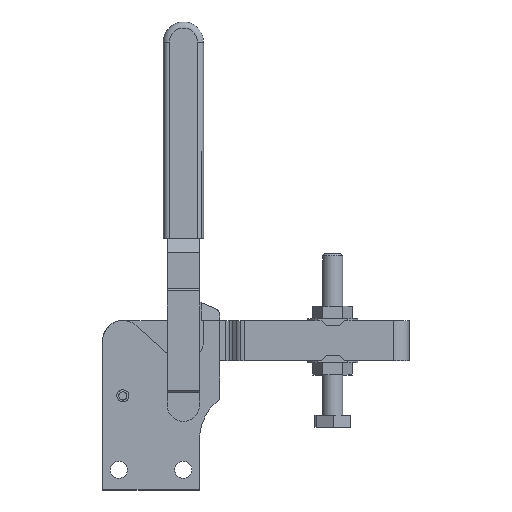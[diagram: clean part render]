
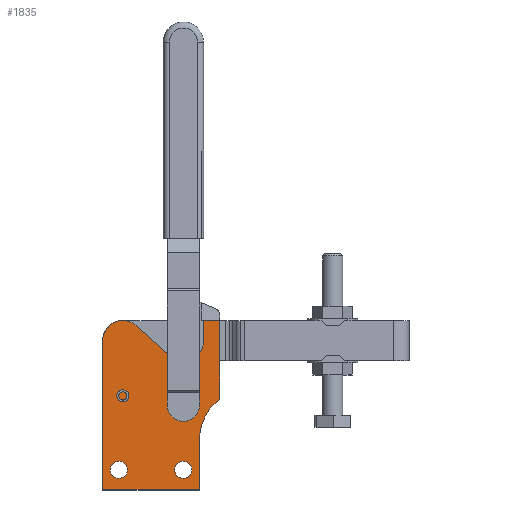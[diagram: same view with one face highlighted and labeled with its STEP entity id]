
A CAD part, top view. The second image highlights one B-rep face of the part: STEP entity #1835.
In plain terms, the highlighted planar face has unit normal (0, 0, 1).
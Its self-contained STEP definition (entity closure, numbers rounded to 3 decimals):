
#468=CARTESIAN_POINT('',(-962.871,116.93,7.));
#469=VERTEX_POINT('',#468);
#485=CARTESIAN_POINT('',(-979.025,112.639,7.));
#486=VERTEX_POINT('',#485);
#493=CARTESIAN_POINT('',(-972.358,120.092,7.));
#494=DIRECTION('',(0.0,0.0,1.));
#495=DIRECTION('',(0.949,-0.316,0.0));
#496=AXIS2_PLACEMENT_3D('',#493,#494,#495);
#497=CIRCLE('',#496,10.);
#498=EDGE_CURVE('',#486,#469,#497,.T.);
#510=CARTESIAN_POINT('',(-1006.44,129.221,7.));
#511=VERTEX_POINT('',#510);
#527=CARTESIAN_POINT('',(-1012.358,120.092,7.));
#528=VERTEX_POINT('',#527);
#535=CARTESIAN_POINT('',(-1002.358,120.092,7.));
#536=DIRECTION('',(0.0,0.0,-1.0));
#537=DIRECTION('',(-0.408,0.913,0.0));
#538=AXIS2_PLACEMENT_3D('',#535,#536,#537);
#539=CIRCLE('',#538,10.);
#540=EDGE_CURVE('',#528,#511,#539,.T.);
#552=CARTESIAN_POINT('',(-961.719,82.273,7.));
#553=VERTEX_POINT('',#552);
#569=CARTESIAN_POINT('',(-954.358,91.092,7.));
#570=VERTEX_POINT('',#569);
#577=CARTESIAN_POINT('',(-939.358,71.092,7.));
#578=DIRECTION('',(0.0,0.0,1.));
#579=DIRECTION('',(-0.894,0.447,0.0));
#580=AXIS2_PLACEMENT_3D('',#577,#578,#579);
#581=CIRCLE('',#580,25.);
#582=EDGE_CURVE('',#570,#553,#581,.T.);
#592=CARTESIAN_POINT('',(-968.358,88.092,7.));
#593=VERTEX_POINT('',#592);
#602=CARTESIAN_POINT('',(-976.358,88.092,7.));
#603=VERTEX_POINT('',#602);
#604=CARTESIAN_POINT('',(-972.358,88.092,7.));
#605=DIRECTION('',(0.0,0.0,-1.0));
#606=DIRECTION('',(1.0,0.0,0.0));
#607=AXIS2_PLACEMENT_3D('',#604,#605,#606);
#608=CIRCLE('',#607,4.0);
#609=EDGE_CURVE('',#603,#593,#608,.T.);
#634=CARTESIAN_POINT('',(-968.108,56.092,7.));
#635=VERTEX_POINT('',#634);
#644=CARTESIAN_POINT('',(-976.608,56.092,7.));
#645=VERTEX_POINT('',#644);
#646=CARTESIAN_POINT('',(-972.358,56.092,7.));
#647=DIRECTION('',(0.0,0.0,-1.0));
#648=DIRECTION('',(1.0,0.0,0.0));
#649=AXIS2_PLACEMENT_3D('',#646,#647,#648);
#650=CIRCLE('',#649,4.25);
#651=EDGE_CURVE('',#645,#635,#650,.T.);
#676=CARTESIAN_POINT('',(-1000.108,56.092,7.));
#677=VERTEX_POINT('',#676);
#686=CARTESIAN_POINT('',(-1008.608,56.092,7.));
#687=VERTEX_POINT('',#686);
#688=CARTESIAN_POINT('',(-1004.358,56.092,7.));
#689=DIRECTION('',(0.0,0.0,-1.0));
#690=DIRECTION('',(1.0,0.0,0.0));
#691=AXIS2_PLACEMENT_3D('',#688,#689,#690);
#692=CIRCLE('',#691,4.25);
#693=EDGE_CURVE('',#687,#677,#692,.T.);
#844=CARTESIAN_POINT('',(-1002.358,94.711,7.));
#845=VERTEX_POINT('',#844);
#854=CARTESIAN_POINT('',(-1002.108,90.727,7.));
#855=VERTEX_POINT('',#854);
#856=CARTESIAN_POINT('',(-1002.358,92.711,7.));
#857=DIRECTION('',(0.0,0.0,1.0));
#858=DIRECTION('',(0.0,1.0,0.0));
#859=AXIS2_PLACEMENT_3D('',#856,#857,#858);
#860=CIRCLE('',#859,2.);
#861=EDGE_CURVE('',#855,#845,#860,.T.);
#928=CARTESIAN_POINT('',(-1002.358,95.711,7.));
#929=VERTEX_POINT('',#928);
#938=CARTESIAN_POINT('',(-1002.608,89.721,7.));
#939=VERTEX_POINT('',#938);
#940=CARTESIAN_POINT('',(-1002.358,92.711,7.));
#941=DIRECTION('',(0.0,0.0,-1.0));
#942=DIRECTION('',(0.0,1.0,0.0));
#943=AXIS2_PLACEMENT_3D('',#940,#941,#942);
#944=CIRCLE('',#943,3.);
#945=EDGE_CURVE('',#939,#929,#944,.T.);
#1055=CARTESIAN_POINT('',(-1002.108,89.721,7.));
#1056=VERTEX_POINT('',#1055);
#1063=CARTESIAN_POINT('',(-1002.358,92.711,7.));
#1064=DIRECTION('',(0.0,0.0,-1.0));
#1065=DIRECTION('',(0.0,1.0,0.0));
#1066=AXIS2_PLACEMENT_3D('',#1063,#1064,#1065);
#1067=CIRCLE('',#1066,3.);
#1068=EDGE_CURVE('',#929,#1056,#1067,.T.);
#1100=CARTESIAN_POINT('',(-1002.108,89.721,7.));
#1101=DIRECTION('',(0.0,1.0,0.0));
#1102=VECTOR('',#1101,1.005);
#1103=LINE('',#1100,#1102);
#1104=EDGE_CURVE('',#1056,#855,#1103,.T.);
#1153=CARTESIAN_POINT('',(-1002.608,90.727,7.));
#1154=VERTEX_POINT('',#1153);
#1155=CARTESIAN_POINT('',(-1002.608,90.727,7.));
#1156=DIRECTION('',(0.0,-1.0,0.0));
#1157=VECTOR('',#1156,1.005);
#1158=LINE('',#1155,#1157);
#1159=EDGE_CURVE('',#1154,#939,#1158,.T.);
#1248=CARTESIAN_POINT('',(-1002.358,92.711,7.));
#1249=DIRECTION('',(0.0,0.0,1.0));
#1250=DIRECTION('',(0.0,1.0,0.0));
#1251=AXIS2_PLACEMENT_3D('',#1248,#1249,#1250);
#1252=CIRCLE('',#1251,2.);
#1253=EDGE_CURVE('',#845,#1154,#1252,.T.);
#1403=CARTESIAN_POINT('',(-1004.358,56.092,7.));
#1404=DIRECTION('',(0.0,0.0,-1.0));
#1405=DIRECTION('',(1.0,0.0,0.0));
#1406=AXIS2_PLACEMENT_3D('',#1403,#1404,#1405);
#1407=CIRCLE('',#1406,4.25);
#1408=EDGE_CURVE('',#677,#687,#1407,.T.);
#1427=CARTESIAN_POINT('',(-972.358,56.092,7.));
#1428=DIRECTION('',(0.0,0.0,-1.0));
#1429=DIRECTION('',(1.0,0.0,0.0));
#1430=AXIS2_PLACEMENT_3D('',#1427,#1428,#1429);
#1431=CIRCLE('',#1430,4.25);
#1432=EDGE_CURVE('',#635,#645,#1431,.T.);
#1451=CARTESIAN_POINT('',(-972.358,88.092,7.));
#1452=DIRECTION('',(0.0,0.0,-1.0));
#1453=DIRECTION('',(1.0,0.0,0.0));
#1454=AXIS2_PLACEMENT_3D('',#1451,#1452,#1453);
#1455=CIRCLE('',#1454,4.0);
#1456=EDGE_CURVE('',#593,#603,#1455,.T.);
#1466=CARTESIAN_POINT('',(-954.358,130.092,7.));
#1467=VERTEX_POINT('',#1466);
#1468=CARTESIAN_POINT('',(-954.358,130.092,7.));
#1469=DIRECTION('',(0.0,-1.0,0.0));
#1470=VECTOR('',#1469,39.0);
#1471=LINE('',#1468,#1470);
#1472=EDGE_CURVE('',#1467,#570,#1471,.T.);
#1498=CARTESIAN_POINT('',(-964.358,71.092,7.));
#1499=VERTEX_POINT('',#1498);
#1500=CARTESIAN_POINT('',(-939.358,71.092,7.));
#1501=DIRECTION('',(0.0,0.0,1.));
#1502=DIRECTION('',(-0.894,0.447,0.0));
#1503=AXIS2_PLACEMENT_3D('',#1500,#1501,#1502);
#1504=CIRCLE('',#1503,25.);
#1505=EDGE_CURVE('',#553,#1499,#1504,.T.);
#1530=CARTESIAN_POINT('',(-964.358,46.092,7.));
#1531=VERTEX_POINT('',#1530);
#1532=CARTESIAN_POINT('',(-964.358,71.092,7.));
#1533=DIRECTION('',(0.0,-1.0,0.0));
#1534=VECTOR('',#1533,25.0);
#1535=LINE('',#1532,#1534);
#1536=EDGE_CURVE('',#1499,#1531,#1535,.T.);
#1561=CARTESIAN_POINT('',(-1012.358,46.092,7.));
#1562=VERTEX_POINT('',#1561);
#1563=CARTESIAN_POINT('',(-964.358,46.092,7.));
#1564=DIRECTION('',(-1.0,0.0,0.0));
#1565=VECTOR('',#1564,48.0);
#1566=LINE('',#1563,#1565);
#1567=EDGE_CURVE('',#1531,#1562,#1566,.T.);
#1592=CARTESIAN_POINT('',(-1012.358,46.092,7.));
#1593=DIRECTION('',(0.0,1.0,0.0));
#1594=VECTOR('',#1593,74.0);
#1595=LINE('',#1592,#1594);
#1596=EDGE_CURVE('',#1562,#528,#1595,.T.);
#1615=CARTESIAN_POINT('',(-995.691,127.546,7.));
#1616=VERTEX_POINT('',#1615);
#1617=CARTESIAN_POINT('',(-1002.358,120.092,7.));
#1618=DIRECTION('',(0.0,0.0,-1.0));
#1619=DIRECTION('',(-0.408,0.913,0.0));
#1620=AXIS2_PLACEMENT_3D('',#1617,#1618,#1619);
#1621=CIRCLE('',#1620,10.);
#1622=EDGE_CURVE('',#511,#1616,#1621,.T.);
#1647=CARTESIAN_POINT('',(-995.691,127.546,7.));
#1648=DIRECTION('',(0.745,-0.667,0.0));
#1649=VECTOR('',#1648,22.361);
#1650=LINE('',#1647,#1649);
#1651=EDGE_CURVE('',#1616,#486,#1650,.T.);
#1670=CARTESIAN_POINT('',(-962.358,120.092,7.));
#1671=VERTEX_POINT('',#1670);
#1672=CARTESIAN_POINT('',(-972.358,120.092,7.));
#1673=DIRECTION('',(0.0,0.0,1.));
#1674=DIRECTION('',(0.949,-0.316,0.0));
#1675=AXIS2_PLACEMENT_3D('',#1672,#1673,#1674);
#1676=CIRCLE('',#1675,10.);
#1677=EDGE_CURVE('',#469,#1671,#1676,.T.);
#1702=CARTESIAN_POINT('',(-962.358,130.092,7.));
#1703=VERTEX_POINT('',#1702);
#1704=CARTESIAN_POINT('',(-962.358,120.092,7.));
#1705=DIRECTION('',(0.0,1.0,0.0));
#1706=VECTOR('',#1705,10.0);
#1707=LINE('',#1704,#1706);
#1708=EDGE_CURVE('',#1671,#1703,#1707,.T.);
#1733=CARTESIAN_POINT('',(-962.358,130.092,7.));
#1734=DIRECTION('',(1.0,0.0,0.0));
#1735=VECTOR('',#1734,8.0);
#1736=LINE('',#1733,#1735);
#1737=EDGE_CURVE('',#1703,#1467,#1736,.T.);
#1795=CARTESIAN_POINT('',(-954.358,130.092,7.));
#1796=DIRECTION('',(0.0,0.0,-1.0));
#1797=DIRECTION('',(-1.0,0.0,0.0));
#1798=AXIS2_PLACEMENT_3D('',#1795,#1796,#1797);
#1799=PLANE('',#1798);
#1800=ORIENTED_EDGE('',*,*,#1472,.F.);
#1801=ORIENTED_EDGE('',*,*,#1737,.F.);
#1802=ORIENTED_EDGE('',*,*,#1708,.F.);
#1803=ORIENTED_EDGE('',*,*,#1677,.F.);
#1804=ORIENTED_EDGE('',*,*,#498,.F.);
#1805=ORIENTED_EDGE('',*,*,#1651,.F.);
#1806=ORIENTED_EDGE('',*,*,#1622,.F.);
#1807=ORIENTED_EDGE('',*,*,#540,.F.);
#1808=ORIENTED_EDGE('',*,*,#1596,.F.);
#1809=ORIENTED_EDGE('',*,*,#1567,.F.);
#1810=ORIENTED_EDGE('',*,*,#1536,.F.);
#1811=ORIENTED_EDGE('',*,*,#1505,.F.);
#1812=ORIENTED_EDGE('',*,*,#582,.F.);
#1813=EDGE_LOOP('',(#1800,#1801,#1802,#1803,#1804,#1805,#1806,#1807,#1808,#1809,#1810,#1811,#1812));
#1814=FACE_OUTER_BOUND('',#1813,.T.);
#1815=ORIENTED_EDGE('',*,*,#861,.T.);
#1816=ORIENTED_EDGE('',*,*,#1253,.T.);
#1817=ORIENTED_EDGE('',*,*,#1159,.T.);
#1818=ORIENTED_EDGE('',*,*,#945,.T.);
#1819=ORIENTED_EDGE('',*,*,#1068,.T.);
#1820=ORIENTED_EDGE('',*,*,#1104,.T.);
#1821=EDGE_LOOP('',(#1815,#1816,#1817,#1818,#1819,#1820));
#1822=FACE_BOUND('',#1821,.T.);
#1823=ORIENTED_EDGE('',*,*,#693,.T.);
#1824=ORIENTED_EDGE('',*,*,#1408,.T.);
#1825=EDGE_LOOP('',(#1823,#1824));
#1826=FACE_BOUND('',#1825,.T.);
#1827=ORIENTED_EDGE('',*,*,#651,.T.);
#1828=ORIENTED_EDGE('',*,*,#1432,.T.);
#1829=EDGE_LOOP('',(#1827,#1828));
#1830=FACE_BOUND('',#1829,.T.);
#1831=ORIENTED_EDGE('',*,*,#609,.T.);
#1832=ORIENTED_EDGE('',*,*,#1456,.T.);
#1833=EDGE_LOOP('',(#1831,#1832));
#1834=FACE_BOUND('',#1833,.T.);
#1835=ADVANCED_FACE('',(#1814,#1822,#1826,#1830,#1834),#1799,.F.);
